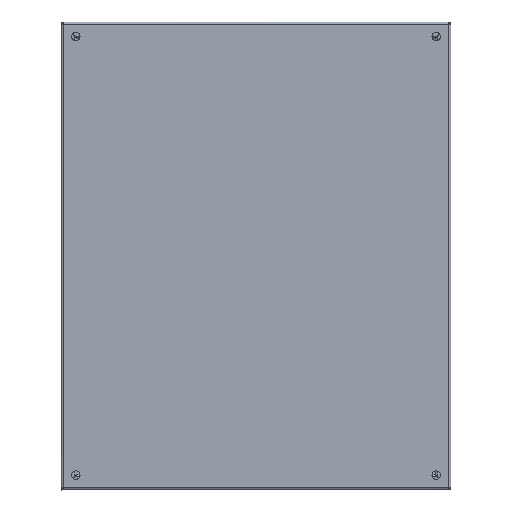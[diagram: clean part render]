
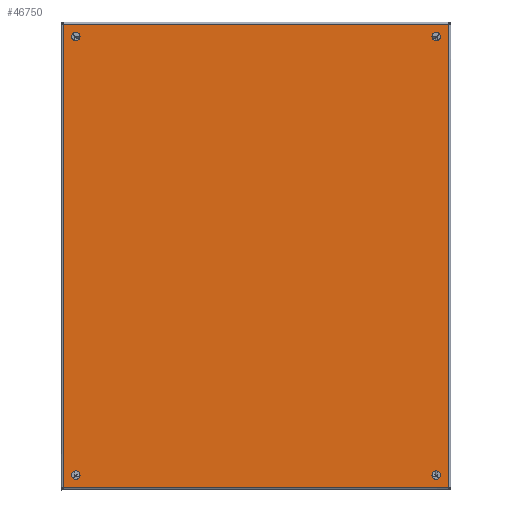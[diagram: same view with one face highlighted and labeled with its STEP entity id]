
A CAD part, top view. The second image highlights one B-rep face of the part: STEP entity #46750.
In plain terms, the highlighted planar face has unit normal (0, 0, 1).
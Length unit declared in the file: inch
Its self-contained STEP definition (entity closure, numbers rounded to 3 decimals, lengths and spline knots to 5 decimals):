
#372 = CARTESIAN_POINT ( 'NONE',  ( -0.00777, -0.01975, 10.9175 ) ) ;
#979 = VECTOR ( 'NONE', #43072, 39.37008 ) ;
#1395 = EDGE_LOOP ( 'NONE', ( #28564, #8769, #53428, #46922, #24294, #3216, #43643, #29625 ) ) ;
#1815 = VERTEX_POINT ( 'NONE', #61801 ) ;
#1977 = VERTEX_POINT ( 'NONE', #77584 ) ;
#3216 = ORIENTED_EDGE ( 'NONE', *, *, #63451, .F. ) ;
#3310 = CARTESIAN_POINT ( 'NONE',  ( 19.81289, 23.81289, 10.9175 ) ) ;
#3829 = AXIS2_PLACEMENT_3D ( 'NONE', #65188, #39687, #32201 ) ;
#3849 = DIRECTION ( 'NONE',  ( 1., 0., 0. ) ) ;
#3870 = VERTEX_POINT ( 'NONE', #41542 ) ;
#3999 = ORIENTED_EDGE ( 'NONE', *, *, #53195, .F. ) ;
#5153 = VERTEX_POINT ( 'NONE', #372 ) ;
#5655 = LINE ( 'NONE', #47905, #10579 ) ;
#5692 = CARTESIAN_POINT ( 'NONE',  ( 19.76975, 23.75777, 10.9175 ) ) ;
#6129 = EDGE_CURVE ( 'NONE', #63287, #5153, #5655, .T. ) ;
#6657 = VERTEX_POINT ( 'NONE', #70331 ) ;
#6812 = DIRECTION ( 'NONE',  ( 0., 1., 0. ) ) ;
#7142 = DIRECTION ( 'NONE',  ( 1., 0., 0. ) ) ;
#8298 = AXIS2_PLACEMENT_3D ( 'NONE', #3310, #79720, #3849 ) ;
#8376 = FACE_BOUND ( 'NONE', #27379, .T. ) ;
#8691 = DIRECTION ( 'NONE',  ( -1., 0., 0. ) ) ;
#8769 = ORIENTED_EDGE ( 'NONE', *, *, #72036, .F. ) ;
#10174 = EDGE_CURVE ( 'NONE', #1977, #1977, #72394, .T. ) ;
#10579 = VECTOR ( 'NONE', #73683, 39.37008 ) ;
#11011 = CARTESIAN_POINT ( 'NONE',  ( 19.75777, -0.01975, 10.9175 ) ) ;
#11400 = FACE_BOUND ( 'NONE', #58531, .T. ) ;
#11540 = DIRECTION ( 'NONE',  ( 1., 0., 0. ) ) ;
#13970 = VERTEX_POINT ( 'NONE', #70971 ) ;
#14201 = CARTESIAN_POINT ( 'NONE',  ( 19.75777, 23.76975, 10.9175 ) ) ;
#15919 = DIRECTION ( 'NONE',  ( -1., 0., 0. ) ) ;
#19154 = ORIENTED_EDGE ( 'NONE', *, *, #10174, .F. ) ;
#19487 = EDGE_CURVE ( 'NONE', #48724, #5153, #51772, .T. ) ;
#19491 = DIRECTION ( 'NONE',  ( -1., 0., 0. ) ) ;
#19549 = EDGE_CURVE ( 'NONE', #3870, #3870, #28932, .T. ) ;
#19981 = VERTEX_POINT ( 'NONE', #14201 ) ;
#21154 = EDGE_CURVE ( 'NONE', #24118, #13970, #69171, .T. ) ;
#21301 = VERTEX_POINT ( 'NONE', #5692 ) ;
#21404 = DIRECTION ( 'NONE',  ( 0., 0., 1. ) ) ;
#22385 = ORIENTED_EDGE ( 'NONE', *, *, #30430, .F. ) ;
#23005 = EDGE_LOOP ( 'NONE', ( #3999 ) ) ;
#24118 = VERTEX_POINT ( 'NONE', #25607 ) ;
#24294 = ORIENTED_EDGE ( 'NONE', *, *, #21154, .T. ) ;
#24433 = VECTOR ( 'NONE', #6812, 39.37008 ) ;
#24768 = CARTESIAN_POINT ( 'NONE',  ( -0.06289, -0.06289, 10.9175 ) ) ;
#25066 = CARTESIAN_POINT ( 'NONE',  ( 9.875, 11.875, 10.9175 ) ) ;
#25607 = CARTESIAN_POINT ( 'NONE',  ( -0.00777, 23.76975, 10.9175 ) ) ;
#27379 = EDGE_LOOP ( 'NONE', ( #19154 ) ) ;
#28564 = ORIENTED_EDGE ( 'NONE', *, *, #72291, .T. ) ;
#28932 = CIRCLE ( 'NONE', #41179, 0.21875 ) ;
#29625 = ORIENTED_EDGE ( 'NONE', *, *, #6129, .F. ) ;
#30430 = EDGE_CURVE ( 'NONE', #1815, #1815, #56693, .T. ) ;
#31518 = CIRCLE ( 'NONE', #3829, 0.07 ) ;
#32201 = DIRECTION ( 'NONE',  ( 1., 0., 0. ) ) ;
#32220 = CARTESIAN_POINT ( 'NONE',  ( 0.625, 0.625, 10.9175 ) ) ;
#33111 = FACE_OUTER_BOUND ( 'NONE', #1395, .T. ) ;
#33280 = ORIENTED_EDGE ( 'NONE', *, *, #19549, .F. ) ;
#33851 = CARTESIAN_POINT ( 'NONE',  ( 19.125, 0.625, 10.9175 ) ) ;
#34126 = DIRECTION ( 'NONE',  ( -1., 0., 0. ) ) ;
#35808 = CIRCLE ( 'NONE', #8298, 0.07 ) ;
#37872 = CARTESIAN_POINT ( 'NONE',  ( 9.875, 23.76975, 10.9175 ) ) ;
#38284 = VECTOR ( 'NONE', #7142, 39.37008 ) ;
#39687 = DIRECTION ( 'NONE',  ( 0., 0., -1. ) ) ;
#40097 = CARTESIAN_POINT ( 'NONE',  ( -0.06289, 23.81289, 10.9175 ) ) ;
#40297 = LINE ( 'NONE', #37872, #38284 ) ;
#40791 = CARTESIAN_POINT ( 'NONE',  ( 19.125, 23.125, 10.9175 ) ) ;
#41179 = AXIS2_PLACEMENT_3D ( 'NONE', #32220, #57269, #19491 ) ;
#41303 = LINE ( 'NONE', #44480, #24433 ) ;
#41542 = CARTESIAN_POINT ( 'NONE',  ( 0.40625, 0.625, 10.9175 ) ) ;
#41948 = DIRECTION ( 'NONE',  ( 0., 0., 1. ) ) ;
#42033 = FACE_BOUND ( 'NONE', #23005, .T. ) ;
#43072 = DIRECTION ( 'NONE',  ( 0., -1., 0. ) ) ;
#43535 = AXIS2_PLACEMENT_3D ( 'NONE', #40097, #47257, #46996 ) ;
#43643 = ORIENTED_EDGE ( 'NONE', *, *, #19487, .T. ) ;
#44207 = AXIS2_PLACEMENT_3D ( 'NONE', #40791, #21404, #34126 ) ;
#44480 = CARTESIAN_POINT ( 'NONE',  ( -0.01975, 11.875, 10.9175 ) ) ;
#46019 = FACE_BOUND ( 'NONE', #65411, .T. ) ;
#46294 = EDGE_CURVE ( 'NONE', #24118, #19981, #40297, .T. ) ;
#46750 = ADVANCED_FACE ( 'NONE', ( #8376, #42033, #11400, #46019, #33111 ), #74949, .F. ) ;
#46922 = ORIENTED_EDGE ( 'NONE', *, *, #46294, .F. ) ;
#46996 = DIRECTION ( 'NONE',  ( 1., 0., 0. ) ) ;
#47257 = DIRECTION ( 'NONE',  ( 0., 0., -1. ) ) ;
#47905 = CARTESIAN_POINT ( 'NONE',  ( 9.875, -0.01975, 10.9175 ) ) ;
#48724 = VERTEX_POINT ( 'NONE', #53337 ) ;
#49673 = EDGE_CURVE ( 'NONE', #21301, #19981, #35808, .T. ) ;
#51772 = CIRCLE ( 'NONE', #62445, 0.07 ) ;
#53195 = EDGE_CURVE ( 'NONE', #6657, #6657, #70965, .T. ) ;
#53337 = CARTESIAN_POINT ( 'NONE',  ( -0.01975, -0.00777, 10.9175 ) ) ;
#53428 = ORIENTED_EDGE ( 'NONE', *, *, #49673, .T. ) ;
#53898 = CARTESIAN_POINT ( 'NONE',  ( 0.625, 23.125, 10.9175 ) ) ;
#53939 = AXIS2_PLACEMENT_3D ( 'NONE', #53898, #41948, #15919 ) ;
#56451 = DIRECTION ( 'NONE',  ( 0., 0., -1. ) ) ;
#56693 = CIRCLE ( 'NONE', #58753, 0.21875 ) ;
#57269 = DIRECTION ( 'NONE',  ( 0., 0., 1. ) ) ;
#58531 = EDGE_LOOP ( 'NONE', ( #33280 ) ) ;
#58753 = AXIS2_PLACEMENT_3D ( 'NONE', #33851, #59408, #8691 ) ;
#59408 = DIRECTION ( 'NONE',  ( 0., 0., 1. ) ) ;
#61801 = CARTESIAN_POINT ( 'NONE',  ( 18.90625, 0.625, 10.9175 ) ) ;
#62445 = AXIS2_PLACEMENT_3D ( 'NONE', #24768, #69141, #11540 ) ;
#63287 = VERTEX_POINT ( 'NONE', #11011 ) ;
#63438 = LINE ( 'NONE', #74635, #979 ) ;
#63451 = EDGE_CURVE ( 'NONE', #48724, #13970, #41303, .T. ) ;
#65188 = CARTESIAN_POINT ( 'NONE',  ( 19.81289, -0.06289, 10.9175 ) ) ;
#65411 = EDGE_LOOP ( 'NONE', ( #22385 ) ) ;
#69141 = DIRECTION ( 'NONE',  ( 0., 0., -1. ) ) ;
#69171 = CIRCLE ( 'NONE', #43535, 0.07 ) ;
#69346 = VERTEX_POINT ( 'NONE', #80208 ) ;
#69683 = DIRECTION ( 'NONE',  ( -1., 0., 0. ) ) ;
#70331 = CARTESIAN_POINT ( 'NONE',  ( 18.90625, 23.125, 10.9175 ) ) ;
#70965 = CIRCLE ( 'NONE', #44207, 0.21875 ) ;
#70971 = CARTESIAN_POINT ( 'NONE',  ( -0.01975, 23.75777, 10.9175 ) ) ;
#72036 = EDGE_CURVE ( 'NONE', #21301, #69346, #63438, .T. ) ;
#72291 = EDGE_CURVE ( 'NONE', #63287, #69346, #31518, .T. ) ;
#72394 = CIRCLE ( 'NONE', #53939, 0.21875 ) ;
#73683 = DIRECTION ( 'NONE',  ( -1., 0., 0. ) ) ;
#74635 = CARTESIAN_POINT ( 'NONE',  ( 19.76975, 11.875, 10.9175 ) ) ;
#74877 = AXIS2_PLACEMENT_3D ( 'NONE', #25066, #56451, #69683 ) ;
#74949 = PLANE ( 'NONE',  #74877 ) ;
#77584 = CARTESIAN_POINT ( 'NONE',  ( 0.40625, 23.125, 10.9175 ) ) ;
#79720 = DIRECTION ( 'NONE',  ( 0., 0., -1. ) ) ;
#80208 = CARTESIAN_POINT ( 'NONE',  ( 19.76975, -0.00777, 10.9175 ) ) ;
